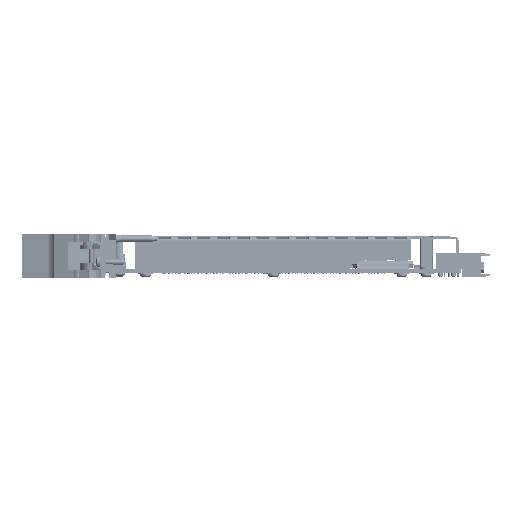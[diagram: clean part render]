
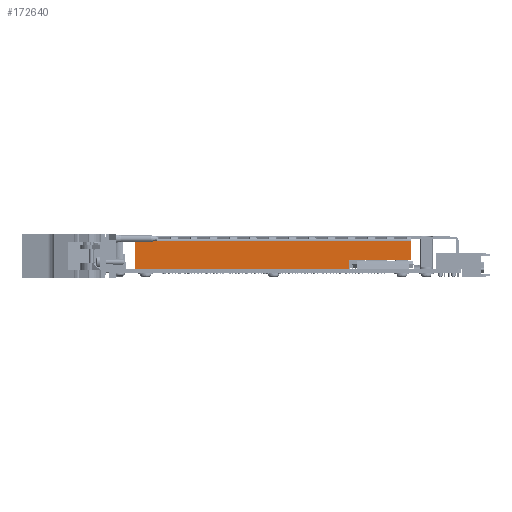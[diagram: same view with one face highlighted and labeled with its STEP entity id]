
A CAD part, front view. The second image highlights one B-rep face of the part: STEP entity #172640.
In plain terms, the highlighted planar face has unit normal (0, -1, 0).
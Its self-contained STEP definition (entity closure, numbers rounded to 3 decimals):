
#95823 = EDGE_LOOP ( 'NONE', ( #188490, #188493, #188496, #188499, #188502, #188505 ) ) ;
#118830 = LINE ( 'NONE', #201598, #118840 ) ;
#118840 = VECTOR ( 'NONE', #201584, 1000. ) ;
#118856 = LINE ( 'NONE', #201628, #118867 ) ;
#118867 = VECTOR ( 'NONE', #201632, 1000. ) ;
#118869 = LINE ( 'NONE', #201620, #118879 ) ;
#118879 = VECTOR ( 'NONE', #201649, 1000. ) ;
#118885 = LINE ( 'NONE', #201668, #118894 ) ;
#118890 = LINE ( 'NONE', #201673, #118902 ) ;
#118894 = VECTOR ( 'NONE', #201671, 1000. ) ;
#118898 = LINE ( 'NONE', #201680, #118908 ) ;
#118902 = VECTOR ( 'NONE', #201677, 1000. ) ;
#118908 = VECTOR ( 'NONE', #201685, 1000. ) ;
#122455 = EDGE_CURVE ( 'NONE', #174674, #174664, #118830, .T. ) ;
#122471 = EDGE_CURVE ( 'NONE', #174674, #174676, #118856, .T. ) ;
#122482 = EDGE_CURVE ( 'NONE', #174676, #174687, #118869, .T. ) ;
#122492 = EDGE_CURVE ( 'NONE', #174608, #174653, #118885, .T. ) ;
#122495 = EDGE_CURVE ( 'NONE', #174687, #174653, #118890, .T. ) ;
#122497 = EDGE_CURVE ( 'NONE', #174608, #174664, #118898, .T. ) ;
#157893 = PLANE ( 'NONE',  #181281 ) ;
#157928 = CARTESIAN_POINT ( 'NONE',  ( 2.45, 65.866, 163.979 ) ) ;
#157932 = DIRECTION ( 'NONE',  ( 0., 1., 0. ) ) ;
#157935 = DIRECTION ( 'NONE',  ( 0., 0., -1. ) ) ;
#172640 = ADVANCED_FACE ( 'NONE', ( #185958 ), #157893, .F. ) ;
#174608 = VERTEX_POINT ( 'NONE', #231632 ) ;
#174653 = VERTEX_POINT ( 'NONE', #231973 ) ;
#174664 = VERTEX_POINT ( 'NONE', #232104 ) ;
#174674 = VERTEX_POINT ( 'NONE', #232201 ) ;
#174676 = VERTEX_POINT ( 'NONE', #232204 ) ;
#174687 = VERTEX_POINT ( 'NONE', #239828 ) ;
#181281 = AXIS2_PLACEMENT_3D ( 'NONE', #157928, #157932, #157935 ) ;
#185958 = FACE_OUTER_BOUND ( 'NONE', #95823, .T. ) ;
#188490 = ORIENTED_EDGE ( 'NONE', *, *, #122492, .T. ) ;
#188493 = ORIENTED_EDGE ( 'NONE', *, *, #122495, .F. ) ;
#188496 = ORIENTED_EDGE ( 'NONE', *, *, #122482, .F. ) ;
#188499 = ORIENTED_EDGE ( 'NONE', *, *, #122471, .F. ) ;
#188502 = ORIENTED_EDGE ( 'NONE', *, *, #122455, .T. ) ;
#188505 = ORIENTED_EDGE ( 'NONE', *, *, #122497, .F. ) ;
#201584 = DIRECTION ( 'NONE',  ( 0., 0., 1. ) ) ;
#201598 = CARTESIAN_POINT ( 'NONE',  ( 128.65, 65.866, 163.979 ) ) ;
#201620 = CARTESIAN_POINT ( 'NONE',  ( 100.45, 65.866, 149.979 ) ) ;
#201628 = CARTESIAN_POINT ( 'NONE',  ( 100.45, 65.866, 154.479 ) ) ;
#201632 = DIRECTION ( 'NONE',  ( -1., 0., 0. ) ) ;
#201649 = DIRECTION ( 'NONE',  ( 0., 0., -1. ) ) ;
#201668 = CARTESIAN_POINT ( 'NONE',  ( 2.45, 65.866, 163.979 ) ) ;
#201671 = DIRECTION ( 'NONE',  ( 0., 0., -1. ) ) ;
#201673 = CARTESIAN_POINT ( 'NONE',  ( 2.45, 65.866, 149.979 ) ) ;
#201677 = DIRECTION ( 'NONE',  ( -1., 0., 0. ) ) ;
#201680 = CARTESIAN_POINT ( 'NONE',  ( 128.65, 65.866, 162.979 ) ) ;
#201685 = DIRECTION ( 'NONE',  ( 1., 0., 0. ) ) ;
#231632 = CARTESIAN_POINT ( 'NONE',  ( 2.45, 65.866, 162.979 ) ) ;
#231973 = CARTESIAN_POINT ( 'NONE',  ( 2.45, 65.866, 149.979 ) ) ;
#232104 = CARTESIAN_POINT ( 'NONE',  ( 128.65, 65.866, 162.979 ) ) ;
#232201 = CARTESIAN_POINT ( 'NONE',  ( 128.65, 65.866, 154.479 ) ) ;
#232204 = CARTESIAN_POINT ( 'NONE',  ( 100.45, 65.866, 154.479 ) ) ;
#239828 = CARTESIAN_POINT ( 'NONE',  ( 100.45, 65.866, 149.979 ) ) ;
